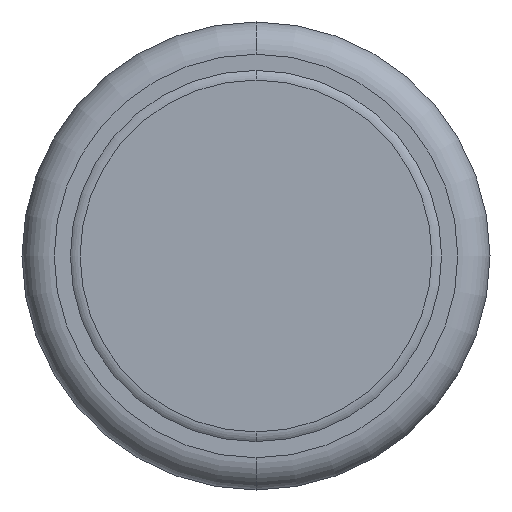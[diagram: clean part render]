
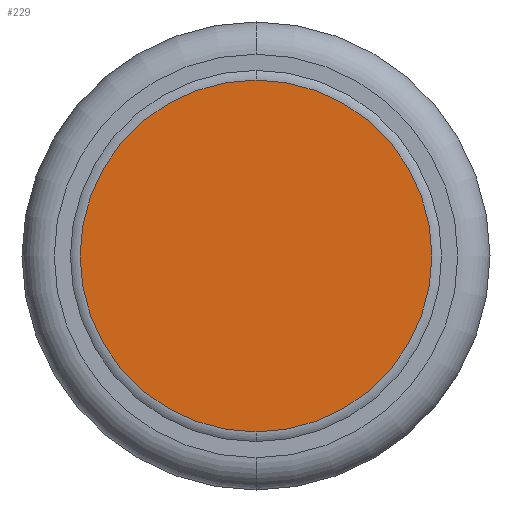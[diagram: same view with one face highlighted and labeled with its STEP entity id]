
A CAD part, front view. The second image highlights one B-rep face of the part: STEP entity #229.
In plain terms, the highlighted planar face has unit normal (0, -1, 0).
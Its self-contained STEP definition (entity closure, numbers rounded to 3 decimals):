
#6 = DIRECTION ( 'NONE',  ( 0., -1., 0. ) ) ;
#94 = CARTESIAN_POINT ( 'NONE',  ( 0., -0.1, 5.45 ) ) ;
#189 = EDGE_LOOP ( 'NONE', ( #275, #748 ) ) ;
#220 = CIRCLE ( 'NONE', #386, 5.45 ) ;
#229 = ADVANCED_FACE ( 'NONE', ( #297 ), #365, .T. ) ;
#231 = CARTESIAN_POINT ( 'NONE',  ( 5.45, -0.1, 0. ) ) ;
#240 = DIRECTION ( 'NONE',  ( 0., 0., -1. ) ) ;
#272 = CARTESIAN_POINT ( 'NONE',  ( 0., -0.1, 0. ) ) ;
#275 = ORIENTED_EDGE ( 'NONE', *, *, #316, .T. ) ;
#297 = FACE_OUTER_BOUND ( 'NONE', #189, .T. ) ;
#316 = EDGE_CURVE ( 'NONE', #731, #907, #501, .T. ) ;
#365 = PLANE ( 'NONE',  #582 ) ;
#386 = AXIS2_PLACEMENT_3D ( 'NONE', #272, #416, #865 ) ;
#416 = DIRECTION ( 'NONE',  ( 0., -1., 0. ) ) ;
#461 = CARTESIAN_POINT ( 'NONE',  ( 0., -0.1, 0. ) ) ;
#501 = CIRCLE ( 'NONE', #837, 5.45 ) ;
#522 = DIRECTION ( 'NONE',  ( 0., 0., -1. ) ) ;
#542 = CARTESIAN_POINT ( 'NONE',  ( 0., -0.1, -5.45 ) ) ;
#582 = AXIS2_PLACEMENT_3D ( 'NONE', #231, #749, #522 ) ;
#731 = VERTEX_POINT ( 'NONE', #542 ) ;
#748 = ORIENTED_EDGE ( 'NONE', *, *, #799, .T. ) ;
#749 = DIRECTION ( 'NONE',  ( 0., -1., 0. ) ) ;
#799 = EDGE_CURVE ( 'NONE', #907, #731, #220, .T. ) ;
#837 = AXIS2_PLACEMENT_3D ( 'NONE', #461, #6, #240 ) ;
#865 = DIRECTION ( 'NONE',  ( 0., 0., -1. ) ) ;
#907 = VERTEX_POINT ( 'NONE', #94 ) ;
